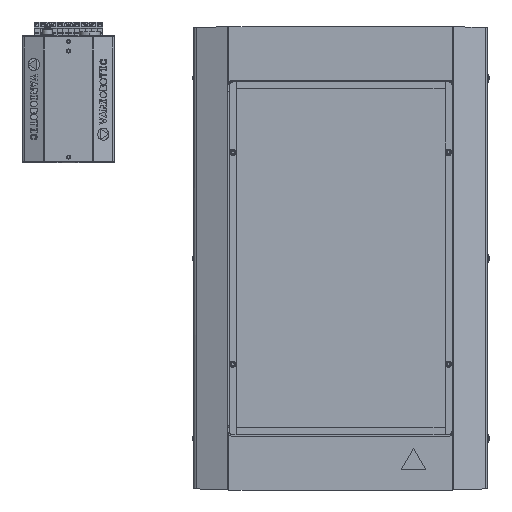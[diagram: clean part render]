
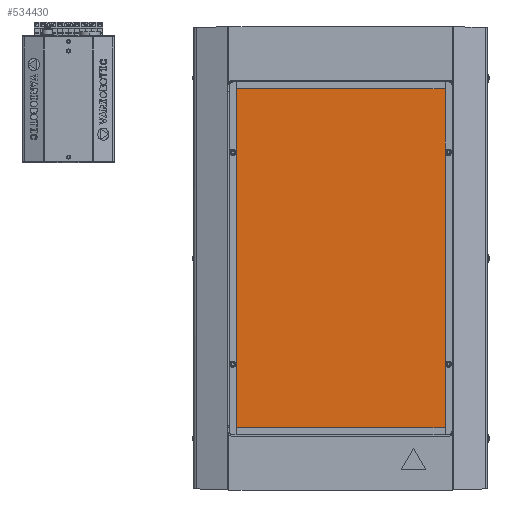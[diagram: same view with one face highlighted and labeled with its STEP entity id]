
A CAD part, top view. The second image highlights one B-rep face of the part: STEP entity #534430.
In plain terms, the highlighted planar face has unit normal (0, 0, 1).
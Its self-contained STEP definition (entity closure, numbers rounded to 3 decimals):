
#530460=CARTESIAN_POINT('',(-202.423,462.584,
92.5));
#530470=VERTEX_POINT('',#530460);
#530500=CARTESIAN_POINT('',(-202.423,766.834,
92.5));
#530510=DIRECTION('',(0.,-1.,0.));
#530520=VECTOR('',#530510,1.);
#530530=LINE('',#530500,#530520);
#530540=CARTESIAN_POINT('',(-202.423,767.084,
92.5));
#530550=VERTEX_POINT('',#530540);
#530560=EDGE_CURVE('',#530550,#530470,#530530,.T.);
#530720=CARTESIAN_POINT('',(-208.423,462.584,
92.5));
#530730=DIRECTION('',(0.,0.,1.));
#530740=DIRECTION('',(-1.,0.,0.));
#530750=AXIS2_PLACEMENT_3D('',#530720,#530730,#530740);
#530760=CIRCLE('',#530750,6.);
#530770=CARTESIAN_POINT('',(-208.423,456.584,
92.5));
#530780=VERTEX_POINT('',#530770);
#530790=EDGE_CURVE('',#530780,#530470,#530760,.T.);
#530970=CARTESIAN_POINT('',(-208.423,767.084,
92.5));
#530980=DIRECTION('',(0.,0.,1.));
#530990=DIRECTION('',(-1.,0.,0.));
#531000=AXIS2_PLACEMENT_3D('',#530970,#530980,#530990);
#531010=CIRCLE('',#531000,6.);
#531020=CARTESIAN_POINT('',(-208.423,773.084,
92.5));
#531030=VERTEX_POINT('',#531020);
#531040=EDGE_CURVE('',#530550,#531030,#531010,.T.);
#531220=CARTESIAN_POINT('',(-703.423,766.834,
92.5));
#531230=DIRECTION('',(0.,1.,0.));
#531240=VECTOR('',#531230,1.);
#531250=LINE('',#531220,#531240);
#531260=CARTESIAN_POINT('',(-703.423,462.584,
92.5));
#531270=VERTEX_POINT('',#531260);
#531280=CARTESIAN_POINT('',(-703.423,767.084,
92.5));
#531290=VERTEX_POINT('',#531280);
#531300=EDGE_CURVE('',#531270,#531290,#531250,.T.);
#531550=CARTESIAN_POINT('',(-697.423,462.584,
92.5));
#531560=DIRECTION('',(0.,0.,-1.));
#531570=DIRECTION('',(1.,0.,0.));
#531580=AXIS2_PLACEMENT_3D('',#531550,#531560,#531570);
#531590=CIRCLE('',#531580,6.);
#531600=CARTESIAN_POINT('',(-697.423,456.584,
92.5));
#531610=VERTEX_POINT('',#531600);
#531620=EDGE_CURVE('',#531610,#531270,#531590,.T.);
#531830=CARTESIAN_POINT('',(-697.423,773.084,
92.5));
#531840=VERTEX_POINT('',#531830);
#531870=CARTESIAN_POINT('',(-697.423,767.084,
92.5));
#531880=DIRECTION('',(0.,0.,-1.));
#531890=DIRECTION('',(1.,0.,0.));
#531900=AXIS2_PLACEMENT_3D('',#531870,#531880,#531890);
#531910=CIRCLE('',#531900,6.);
#531920=EDGE_CURVE('',#531290,#531840,#531910,.T.);
#532050=CARTESIAN_POINT('',(-452.923,456.584,
92.5));
#532060=DIRECTION('',(-1.,0.,0.));
#532070=VECTOR('',#532060,1.);
#532080=LINE('',#532050,#532070);
#532090=EDGE_CURVE('',#530780,#531610,#532080,.T.);
#532240=CARTESIAN_POINT('',(-607.423,768.084,
92.5));
#532250=VERTEX_POINT('',#532240);
#532280=CARTESIAN_POINT('',(-603.423,768.084,
92.5));
#532290=DIRECTION('',(0.,0.,-1.));
#532300=DIRECTION('',(1.,-0.,0.));
#532310=AXIS2_PLACEMENT_3D('',#532280,#532290,#532300);
#532320=CIRCLE('',#532310,4.);
#532330=CARTESIAN_POINT('',(-599.423,768.084,
92.5));
#532340=VERTEX_POINT('',#532330);
#532350=EDGE_CURVE('',#532250,#532340,#532320,.T.);
#532560=CARTESIAN_POINT('',(-306.423,768.084,
92.5));
#532570=VERTEX_POINT('',#532560);
#532600=CARTESIAN_POINT('',(-302.423,768.084,
92.5));
#532610=DIRECTION('',(0.,0.,-1.));
#532620=DIRECTION('',(1.,-0.,0.));
#532630=AXIS2_PLACEMENT_3D('',#532600,#532610,#532620);
#532640=CIRCLE('',#532630,4.);
#532650=CARTESIAN_POINT('',(-298.423,768.084,
92.5));
#532660=VERTEX_POINT('',#532650);
#532670=EDGE_CURVE('',#532570,#532660,#532640,.T.);
#532880=CARTESIAN_POINT('',(-607.423,461.584,
92.5));
#532890=VERTEX_POINT('',#532880);
#532920=CARTESIAN_POINT('',(-603.423,461.584,
92.5));
#532930=DIRECTION('',(0.,0.,-1.));
#532940=DIRECTION('',(1.,-0.,0.));
#532950=AXIS2_PLACEMENT_3D('',#532920,#532930,#532940);
#532960=CIRCLE('',#532950,4.);
#532970=CARTESIAN_POINT('',(-599.423,461.584,
92.5));
#532980=VERTEX_POINT('',#532970);
#532990=EDGE_CURVE('',#532890,#532980,#532960,.T.);
#533200=CARTESIAN_POINT('',(-306.423,461.584,
92.5));
#533210=VERTEX_POINT('',#533200);
#533240=CARTESIAN_POINT('',(-302.423,461.584,
92.5));
#533250=DIRECTION('',(0.,0.,-1.));
#533260=DIRECTION('',(1.,-0.,0.));
#533270=AXIS2_PLACEMENT_3D('',#533240,#533250,#533260);
#533280=CIRCLE('',#533270,4.);
#533290=CARTESIAN_POINT('',(-298.423,461.584,
92.5));
#533300=VERTEX_POINT('',#533290);
#533310=EDGE_CURVE('',#533210,#533300,#533280,.T.);
#533480=EDGE_CURVE('',#532660,#532570,#532640,.T.);
#533610=EDGE_CURVE('',#532340,#532250,#532320,.T.);
#533740=EDGE_CURVE('',#532980,#532890,#532960,.T.);
#533870=EDGE_CURVE('',#533300,#533210,#533280,.T.);
#534020=CARTESIAN_POINT('',(-452.923,773.084,
92.5));
#534030=DIRECTION('',(1.,0.,0.));
#534040=VECTOR('',#534030,1.);
#534050=LINE('',#534020,#534040);
#534060=EDGE_CURVE('',#531840,#531030,#534050,.T.);
#534120=CARTESIAN_POINT('',(-753.823,786.62,
92.5));
#534130=DIRECTION('',(0.,0.,-1.));
#534140=DIRECTION('',(0.,-1.,0.));
#534150=AXIS2_PLACEMENT_3D('',#534120,#534130,#534140);
#534160=PLANE('',#534150);
#534170=ORIENTED_EDGE('',*,*,#530790,.T.);
#534180=ORIENTED_EDGE('',*,*,#532090,.F.);
#534190=ORIENTED_EDGE('',*,*,#531620,.F.);
#534200=ORIENTED_EDGE('',*,*,#531300,.F.);
#534210=ORIENTED_EDGE('',*,*,#531920,.F.);
#534220=ORIENTED_EDGE('',*,*,#534060,.F.);
#534230=ORIENTED_EDGE('',*,*,#531040,.T.);
#534240=ORIENTED_EDGE('',*,*,#530560,.F.);
#534250=EDGE_LOOP('',(#534240,#534230,#534220,#534210,#534200,#534190,
#534180,#534170));
#534260=FACE_OUTER_BOUND('',#534250,.T.);
#534270=ORIENTED_EDGE('',*,*,#533610,.T.);
#534280=ORIENTED_EDGE('',*,*,#532350,.T.);
#534290=EDGE_LOOP('',(#534280,#534270));
#534300=FACE_BOUND('',#534290,.T.);
#534310=ORIENTED_EDGE('',*,*,#533480,.T.);
#534320=ORIENTED_EDGE('',*,*,#532670,.T.);
#534330=EDGE_LOOP('',(#534320,#534310));
#534340=FACE_BOUND('',#534330,.T.);
#534350=ORIENTED_EDGE('',*,*,#533740,.T.);
#534360=ORIENTED_EDGE('',*,*,#532990,.T.);
#534370=EDGE_LOOP('',(#534360,#534350));
#534380=FACE_BOUND('',#534370,.T.);
#534390=ORIENTED_EDGE('',*,*,#533870,.T.);
#534400=ORIENTED_EDGE('',*,*,#533310,.T.);
#534410=EDGE_LOOP('',(#534400,#534390));
#534420=FACE_BOUND('',#534410,.T.);
#534430=ADVANCED_FACE('',(#534260,#534300,#534340,#534380,#534420),
#534160,.F.);
